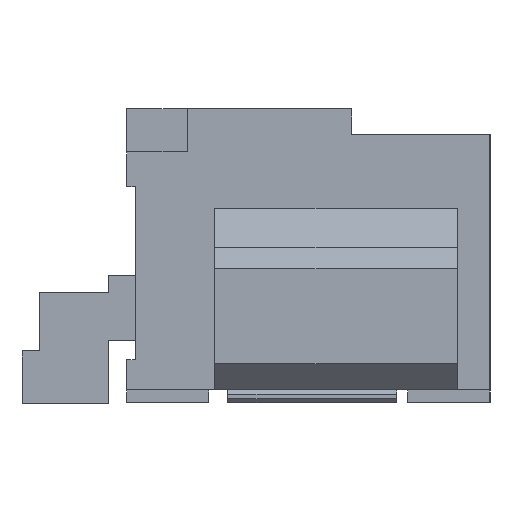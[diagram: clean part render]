
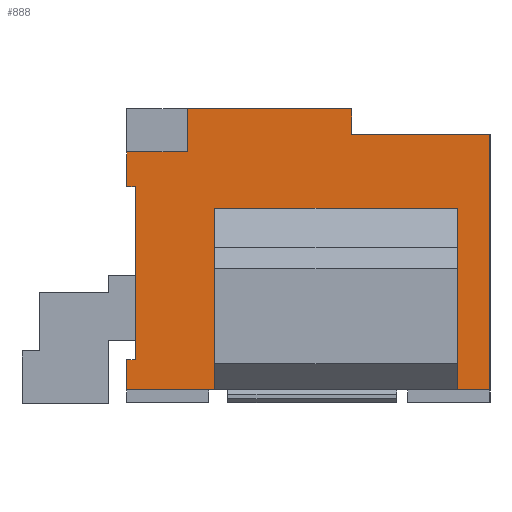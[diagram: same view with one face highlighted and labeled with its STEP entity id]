
A CAD part, left-side view. The second image highlights one B-rep face of the part: STEP entity #888.
In plain terms, the highlighted planar face has unit normal (-1, 0, 0).
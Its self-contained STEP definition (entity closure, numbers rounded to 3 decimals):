
#888 = ADVANCED_FACE( '', ( #1710 ), #1711, .T. );
#1710 = FACE_OUTER_BOUND( '', #2498, .T. );
#1711 = PLANE( '', #2499 );
#2498 = EDGE_LOOP( '', ( #4627, #4628, #4629, #4630, #4631, #4632, #4633, #4634, #4635, #4636, #4637, #4638, #4639, #4640, #4641, #4642 ) );
#2499 = AXIS2_PLACEMENT_3D( '', #4643, #4644, #4645 );
#4627 = ORIENTED_EDGE( '', *, *, #5571, .F. );
#4628 = ORIENTED_EDGE( '', *, *, #5946, .T. );
#4629 = ORIENTED_EDGE( '', *, *, #5079, .F. );
#4630 = ORIENTED_EDGE( '', *, *, #5947, .F. );
#4631 = ORIENTED_EDGE( '', *, *, #5750, .T. );
#4632 = ORIENTED_EDGE( '', *, *, #5842, .F. );
#4633 = ORIENTED_EDGE( '', *, *, #5814, .T. );
#4634 = ORIENTED_EDGE( '', *, *, #5948, .T. );
#4635 = ORIENTED_EDGE( '', *, *, #5353, .F. );
#4636 = ORIENTED_EDGE( '', *, *, #5463, .F. );
#4637 = ORIENTED_EDGE( '', *, *, #5949, .F. );
#4638 = ORIENTED_EDGE( '', *, *, #5950, .T. );
#4639 = ORIENTED_EDGE( '', *, *, #5581, .F. );
#4640 = ORIENTED_EDGE( '', *, *, #5818, .T. );
#4641 = ORIENTED_EDGE( '', *, *, #5188, .T. );
#4642 = ORIENTED_EDGE( '', *, *, #5678, .T. );
#4643 = CARTESIAN_POINT( '', ( -10.25, 0., 0. ) );
#4644 = DIRECTION( '', ( -1., 0., 0. ) );
#4645 = DIRECTION( '', ( 0., 0., 1. ) );
#5079 = EDGE_CURVE( '', #6075, #6076, #6077, .T. );
#5188 = EDGE_CURVE( '', #6261, #6265, #6267, .T. );
#5353 = EDGE_CURVE( '', #6547, #6548, #6549, .T. );
#5463 = EDGE_CURVE( '', #6730, #6547, #6731, .T. );
#5571 = EDGE_CURVE( '', #6896, #6898, #6899, .T. );
#5581 = EDGE_CURVE( '', #6916, #6918, #6919, .T. );
#5678 = EDGE_CURVE( '', #6265, #6898, #7054, .T. );
#5750 = EDGE_CURVE( '', #7087, #7159, #7161, .T. );
#5814 = EDGE_CURVE( '', #7236, #7234, #7237, .T. );
#5818 = EDGE_CURVE( '', #6916, #6261, #7242, .T. );
#5842 = EDGE_CURVE( '', #7236, #7159, #7272, .T. );
#5946 = EDGE_CURVE( '', #6896, #6076, #7383, .T. );
#5947 = EDGE_CURVE( '', #7087, #6075, #7384, .T. );
#5948 = EDGE_CURVE( '', #7234, #6548, #7385, .T. );
#5949 = EDGE_CURVE( '', #7386, #6730, #7387, .T. );
#5950 = EDGE_CURVE( '', #7386, #6918, #7388, .T. );
#6075 = VERTEX_POINT( '', #7545 );
#6076 = VERTEX_POINT( '', #7546 );
#6077 = LINE( '', #7547, #7548 );
#6261 = VERTEX_POINT( '', #7815 );
#6265 = VERTEX_POINT( '', #7821 );
#6267 = LINE( '', #7824, #7825 );
#6547 = VERTEX_POINT( '', #8239 );
#6548 = VERTEX_POINT( '', #8240 );
#6549 = LINE( '', #8241, #8242 );
#6730 = VERTEX_POINT( '', #8523 );
#6731 = LINE( '', #8524, #8525 );
#6896 = VERTEX_POINT( '', #8774 );
#6898 = VERTEX_POINT( '', #8777 );
#6899 = LINE( '', #8778, #8779 );
#6916 = VERTEX_POINT( '', #8804 );
#6918 = VERTEX_POINT( '', #8807 );
#6919 = LINE( '', #8808, #8809 );
#7054 = LINE( '', #9016, #9017 );
#7087 = VERTEX_POINT( '', #9068 );
#7159 = VERTEX_POINT( '', #9184 );
#7161 = LINE( '', #9187, #9188 );
#7234 = VERTEX_POINT( '', #9295 );
#7236 = VERTEX_POINT( '', #9298 );
#7237 = LINE( '', #9299, #9300 );
#7242 = LINE( '', #9307, #9308 );
#7272 = LINE( '', #9353, #9354 );
#7383 = LINE( '', #9518, #9519 );
#7384 = LINE( '', #9520, #9521 );
#7385 = LINE( '', #9522, #9523 );
#7386 = VERTEX_POINT( '', #9524 );
#7387 = LINE( '', #9525, #9526 );
#7388 = LINE( '', #9527, #9528 );
#7545 = CARTESIAN_POINT( '', ( -10.25, -0.5, 1.4 ) );
#7546 = CARTESIAN_POINT( '', ( -10.25, -2.1, 1.4 ) );
#7547 = CARTESIAN_POINT( '', ( -10.25, 0., 1.4 ) );
#7548 = VECTOR( '', #9626, 1000. );
#7815 = CARTESIAN_POINT( '', ( -10.25, 1.08, 0.55 ) );
#7821 = CARTESIAN_POINT( '', ( -10.25, -1.72, 0.55 ) );
#7824 = CARTESIAN_POINT( '', ( -10.25, -1.72, 0.55 ) );
#7825 = VECTOR( '', #9713, 1000. );
#8239 = CARTESIAN_POINT( '', ( -10.25, 2., 0.8 ) );
#8240 = CARTESIAN_POINT( '', ( -10.25, 2.1, 0.8 ) );
#8241 = CARTESIAN_POINT( '', ( -10.25, 0., 0.8 ) );
#8242 = VECTOR( '', #9848, 1000. );
#8523 = CARTESIAN_POINT( '', ( -10.25, 2., -1.2 ) );
#8524 = CARTESIAN_POINT( '', ( -10.25, 2., 0. ) );
#8525 = VECTOR( '', #9949, 1000. );
#8774 = CARTESIAN_POINT( '', ( -10.25, -2.1, -1.55 ) );
#8777 = CARTESIAN_POINT( '', ( -10.25, -1.72, -1.55 ) );
#8778 = CARTESIAN_POINT( '', ( -10.25, 0., -1.55 ) );
#8779 = VECTOR( '', #10035, 1000. );
#8804 = CARTESIAN_POINT( '', ( -10.25, 1.08, -1.55 ) );
#8807 = CARTESIAN_POINT( '', ( -10.25, 2.1, -1.55 ) );
#8808 = CARTESIAN_POINT( '', ( -10.25, 0., -1.55 ) );
#8809 = VECTOR( '', #10045, 1000. );
#9016 = CARTESIAN_POINT( '', ( -10.25, -1.72, 0.1 ) );
#9017 = VECTOR( '', #10118, 1000. );
#9068 = CARTESIAN_POINT( '', ( -10.25, -0.5, 1.7 ) );
#9184 = CARTESIAN_POINT( '', ( -10.25, 1.4, 1.7 ) );
#9187 = CARTESIAN_POINT( '', ( -10.25, -2.1, 1.7 ) );
#9188 = VECTOR( '', #10182, 1000. );
#9295 = CARTESIAN_POINT( '', ( -10.25, 2.1, 1.2 ) );
#9298 = CARTESIAN_POINT( '', ( -10.25, 1.4, 1.2 ) );
#9299 = CARTESIAN_POINT( '', ( -10.25, 1.4, 1.2 ) );
#9300 = VECTOR( '', #10218, 1000. );
#9307 = CARTESIAN_POINT( '', ( -10.25, 1.08, -1.7 ) );
#9308 = VECTOR( '', #10221, 1000. );
#9353 = CARTESIAN_POINT( '', ( -10.25, 1.4, 1.2 ) );
#9354 = VECTOR( '', #10237, 1000. );
#9518 = CARTESIAN_POINT( '', ( -10.25, -2.1, -1.7 ) );
#9519 = VECTOR( '', #10291, 1000. );
#9520 = CARTESIAN_POINT( '', ( -10.25, -0.5, 0. ) );
#9521 = VECTOR( '', #10292, 1000. );
#9522 = CARTESIAN_POINT( '', ( -10.25, 2.1, 1.7 ) );
#9523 = VECTOR( '', #10293, 1000. );
#9524 = CARTESIAN_POINT( '', ( -10.25, 2.1, -1.2 ) );
#9525 = CARTESIAN_POINT( '', ( -10.25, 0., -1.2 ) );
#9526 = VECTOR( '', #10294, 1000. );
#9527 = CARTESIAN_POINT( '', ( -10.25, 2.1, 1.7 ) );
#9528 = VECTOR( '', #10295, 1000. );
#9626 = DIRECTION( '', ( 0., -1., 0. ) );
#9713 = DIRECTION( '', ( 0., -1., 0. ) );
#9848 = DIRECTION( '', ( 0., 1., 0. ) );
#9949 = DIRECTION( '', ( 0., 0., 1. ) );
#10035 = DIRECTION( '', ( 0., 1., 0. ) );
#10045 = DIRECTION( '', ( 0., 1., 0. ) );
#10118 = DIRECTION( '', ( 0., 0., -1. ) );
#10182 = DIRECTION( '', ( 0., 1., 0. ) );
#10218 = DIRECTION( '', ( 0., 1., 0. ) );
#10221 = DIRECTION( '', ( 0., 0., 1. ) );
#10237 = DIRECTION( '', ( 0., 0., 1. ) );
#10291 = DIRECTION( '', ( 0., 0., 1. ) );
#10292 = DIRECTION( '', ( 0., 0., -1. ) );
#10293 = DIRECTION( '', ( 0., 0., -1. ) );
#10294 = DIRECTION( '', ( 0., -1., 0. ) );
#10295 = DIRECTION( '', ( 0., 0., -1. ) );
